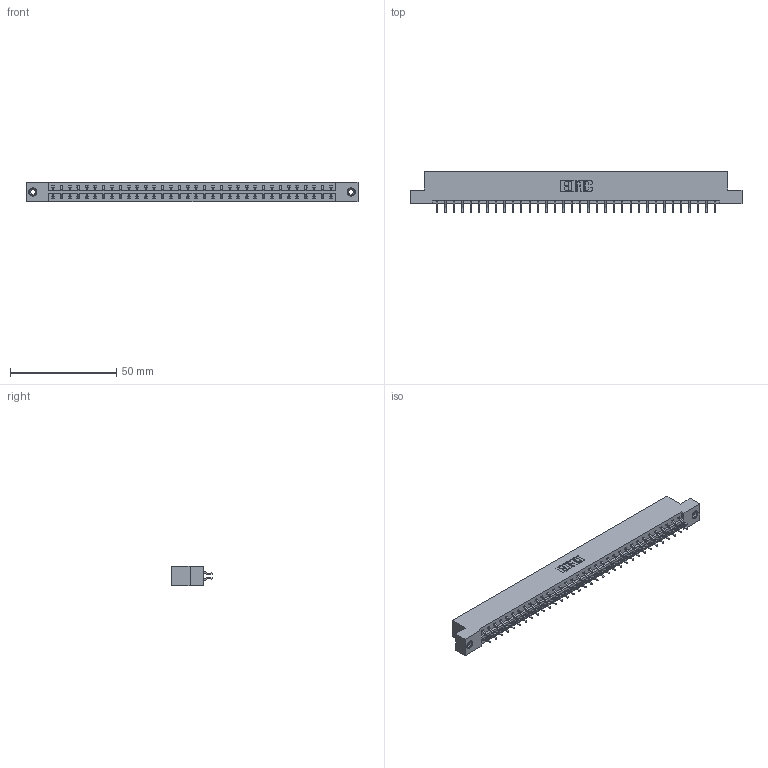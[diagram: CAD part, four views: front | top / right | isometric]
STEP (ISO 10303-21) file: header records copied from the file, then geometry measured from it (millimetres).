
FILE_DESCRIPTION (( 'STEP AP203' ), '1' );
FILE_NAME ('833-068-556-208.STEP', '2020-06-05T11:13:15', ( '' ), ( '' ), 'SwSTEP 2.0', 'SolidWorks 2020', '' );
FILE_SCHEMA (( 'CONFIG_CONTROL_DESIGN' ));
Length unit declared in the file: inch
Products named in the file (4): 833 Part_Flush - .156 Dia - TI; 833-068-556-208; 345-292-001_556 Tail; 345-250-001_345-250-003-102
Assembly tree (71 placements, depth 2):
  833-068-556-208
    833 Part_Flush - .156 Dia - TI
    345-292-001_556 Tail  x68
    345-250-001_345-250-003-102  x2
Bounding box: 156.26 x 19.57 x 9.4 mm (x, y, z)
Volume: 15869.3 mm3; surface area: 18630.2 mm2
Topology: 71 solids, 71 shells, 4118 faces, 12211 edges, 8042 vertices
Faces by surface type: plane 2822, cylinder 1280, cone 12, torus 4
Entity records: 24314 total; most frequent: CARTESIAN_POINT 4037, ORIENTED_EDGE 3954, DIRECTION 3483, EDGE_CURVE 1977, VECTOR 1821, LINE 1821, VERTEX_POINT 1312, AXIS2_PLACEMENT_3D 831
